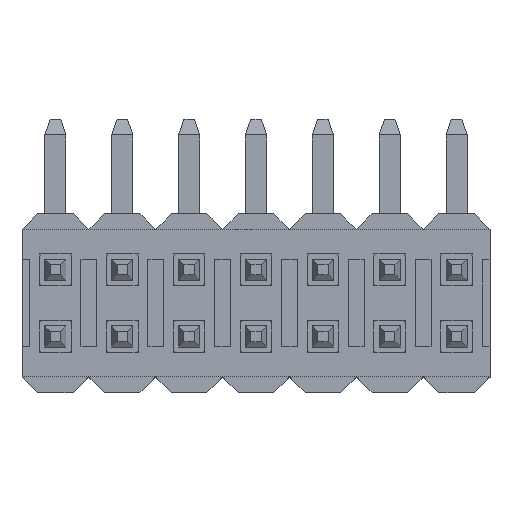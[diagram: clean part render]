
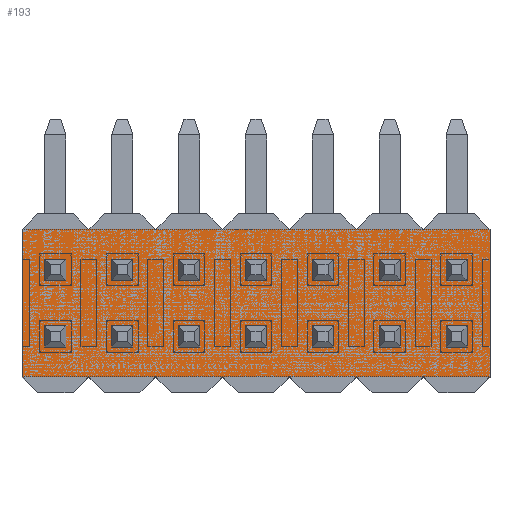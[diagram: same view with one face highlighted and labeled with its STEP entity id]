
A CAD part, top view. The second image highlights one B-rep face of the part: STEP entity #193.
In plain terms, the highlighted planar face has unit normal (0, 0, 1).
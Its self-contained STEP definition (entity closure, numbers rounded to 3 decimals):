
#92=CARTESIAN_POINT('',(-4.445,1.4,1.));
#93=VERTEX_POINT('',#92);
#100=CARTESIAN_POINT('',(-4.445,-1.4,1.));
#101=VERTEX_POINT('',#100);
#102=CARTESIAN_POINT('',(-4.445,-1.4,1.));
#103=DIRECTION('',(0.,1.,0.));
#104=VECTOR('',#103,2.8);
#105=LINE('',#102,#104);
#106=EDGE_CURVE('',#101,#93,#105,.T.);
#123=CARTESIAN_POINT('',(4.445,1.4,1.));
#124=VERTEX_POINT('',#123);
#131=CARTESIAN_POINT('',(-4.445,1.4,1.));
#132=DIRECTION('',(1.,0.,0.));
#133=VECTOR('',#132,8.89);
#134=LINE('',#131,#133);
#135=EDGE_CURVE('',#93,#124,#134,.T.);
#147=CARTESIAN_POINT('',(4.445,-1.4,1.));
#148=VERTEX_POINT('',#147);
#155=CARTESIAN_POINT('',(4.445,1.4,1.));
#156=DIRECTION('',(0.,-1.,0.));
#157=VECTOR('',#156,2.8);
#158=LINE('',#155,#157);
#159=EDGE_CURVE('',#124,#148,#158,.T.);
#172=CARTESIAN_POINT('',(4.445,-1.4,1.));
#173=DIRECTION('',(-1.,0.,0.));
#174=VECTOR('',#173,8.89);
#175=LINE('',#172,#174);
#176=EDGE_CURVE('',#148,#101,#175,.T.);
#182=CARTESIAN_POINT('',(0.,0.,1.));
#183=DIRECTION('',(1.,0.,0.));
#184=DIRECTION('',(0.,0.,1.));
#185=AXIS2_PLACEMENT_3D('',#182,#184,#183);
#186=PLANE('',#185);
#187=ORIENTED_EDGE('',*,*,#159,.F.);
#188=ORIENTED_EDGE('',*,*,#135,.F.);
#189=ORIENTED_EDGE('',*,*,#106,.F.);
#190=ORIENTED_EDGE('',*,*,#176,.F.);
#191=EDGE_LOOP('',(#187,#188,#189,#190));
#192=FACE_OUTER_BOUND('',#191,.T.);
#193=ADVANCED_FACE('',(#192),#186,.T.);
